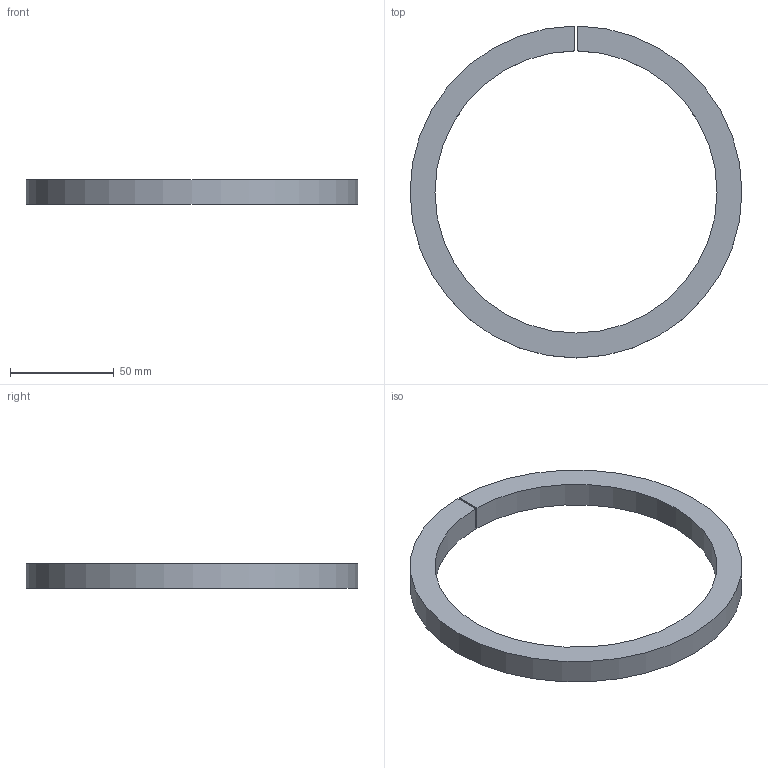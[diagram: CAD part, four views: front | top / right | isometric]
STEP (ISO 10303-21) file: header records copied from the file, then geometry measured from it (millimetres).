
FILE_DESCRIPTION (( 'STEP AP203' ), '1' );
FILE_NAME ('5635-160.step', '2020-05-14T11:25:30', ( '' ), ( '' ), 'SwSTEP 2.0', 'SolidWorks 2015', '' );
FILE_SCHEMA (( 'CONFIG_CONTROL_DESIGN' ));
Length unit declared in the file: millimetre
Products named in the file (1): 5635-160
Bounding box: 160 x 160 x 12 mm (x, y, z)
Volume: 66809.4 mm3; surface area: 22563.2 mm2
Topology: 1 solids, 1 shells, 218 faces, 582 edges, 388 vertices
Faces by surface type: plane 111, bspline 105, cylinder 2
Entity records: 12361 total; most frequent: CARTESIAN_POINT 7558, ORIENTED_EDGE 1164, DIRECTION 604, EDGE_CURVE 582, VERTEX_POINT 388, VECTOR 368, LINE 368, EDGE_LOOP 240
